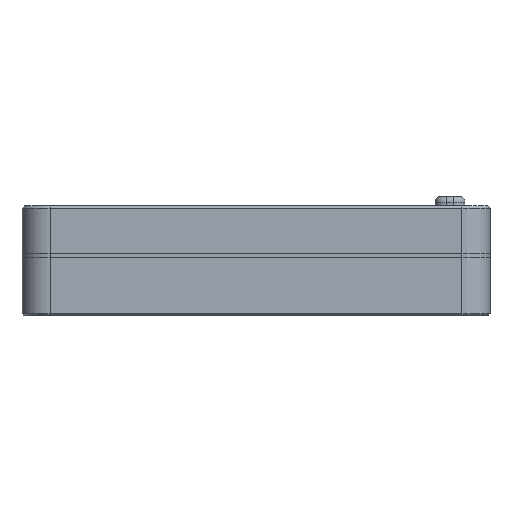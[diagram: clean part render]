
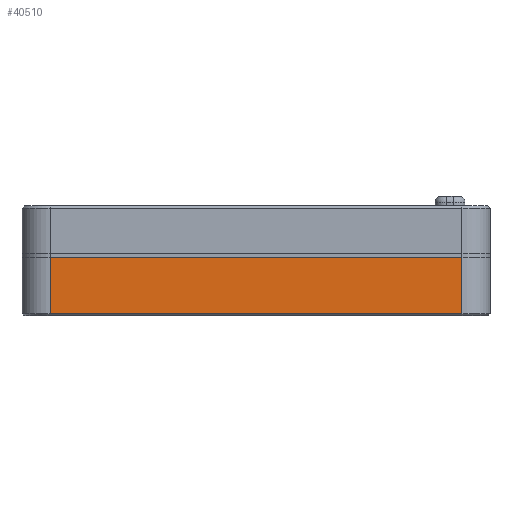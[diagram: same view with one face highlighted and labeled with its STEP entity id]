
A CAD part, left-side view. The second image highlights one B-rep face of the part: STEP entity #40510.
In plain terms, the highlighted planar face has unit normal (-1, 0, 0).
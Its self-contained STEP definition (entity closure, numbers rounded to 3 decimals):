
#2338=PLANE('',#43560);
#4462=FACE_OUTER_BOUND('',#6845,.T.);
#6845=EDGE_LOOP('',(#35347,#35348,#35349,#35350));
#10522=LINE('',#66678,#14646);
#10646=LINE('',#67009,#14770);
#10696=LINE('',#67124,#14820);
#10697=LINE('',#67125,#14821);
#14646=VECTOR('',#52351,10.);
#14770=VECTOR('',#52669,10.);
#14820=VECTOR('',#52795,10.);
#14821=VECTOR('',#52796,10.);
#19419=VERTEX_POINT('',#66672);
#19420=VERTEX_POINT('',#66676);
#19529=VERTEX_POINT('',#67006);
#19530=VERTEX_POINT('',#67008);
#24676=EDGE_CURVE('',#19419,#19420,#10522,.T.);
#24841=EDGE_CURVE('',#19530,#19529,#10646,.T.);
#24898=EDGE_CURVE('',#19530,#19419,#10696,.T.);
#24899=EDGE_CURVE('',#19529,#19420,#10697,.T.);
#35347=ORIENTED_EDGE('',*,*,#24676,.F.);
#35348=ORIENTED_EDGE('',*,*,#24898,.F.);
#35349=ORIENTED_EDGE('',*,*,#24841,.T.);
#35350=ORIENTED_EDGE('',*,*,#24899,.T.);
#40510=ADVANCED_FACE('',(#4462),#2338,.T.);
#43560=AXIS2_PLACEMENT_3D('',#67123,#52793,#52794);
#52351=DIRECTION('',(0.,1.,0.));
#52669=DIRECTION('',(0.,1.,0.));
#52793=DIRECTION('center_axis',(-1.,0.,0.));
#52794=DIRECTION('ref_axis',(0.,1.,0.));
#52795=DIRECTION('',(0.,0.,-1.));
#52796=DIRECTION('',(0.,0.,-1.));
#66672=CARTESIAN_POINT('',(-6.428,1.801,-16.947));
#66676=CARTESIAN_POINT('',(-6.428,75.054,-16.947));
#66678=CARTESIAN_POINT('',(-6.428,20.115,-16.947));
#67006=CARTESIAN_POINT('',(-6.428,75.054,-6.247));
#67008=CARTESIAN_POINT('',(-6.428,1.801,-6.247));
#67009=CARTESIAN_POINT('',(-6.428,1.801,-6.247));
#67123=CARTESIAN_POINT('Origin',(-6.428,1.801,-16.247));
#67124=CARTESIAN_POINT('',(-6.428,1.801,-16.247));
#67125=CARTESIAN_POINT('',(-6.428,75.054,-6.247));
